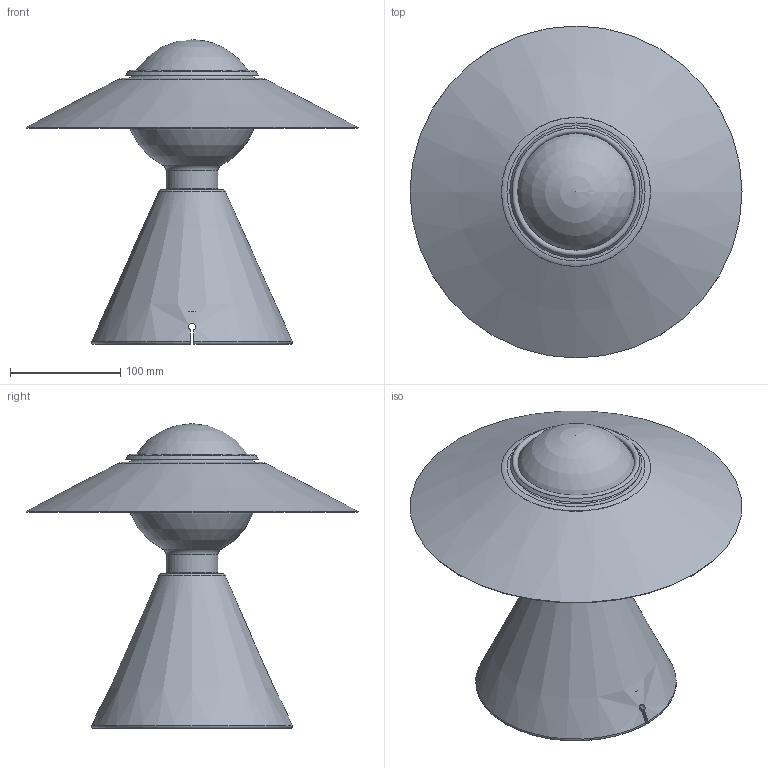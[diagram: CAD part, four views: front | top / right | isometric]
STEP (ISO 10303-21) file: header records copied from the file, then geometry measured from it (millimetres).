
FILE_DESCRIPTION(/* description */ ('Unknown'),/* implementation_level */ '2;1');
FILE_NAME(/* name */ '8966',/* time_stamp */ '2019-07-24T15:57:53+02:00',/* author */ ('Unknown'),/* organization */ ('Unknown'),/* preprocessor_version */ 'ST-DEVELOPER v16.7',/* originating_system */ 'DEX',/* authorisation */ $);
FILE_SCHEMA (('AP203_CONFIGURATION_CONTROLLED_3D_DESIGN_OF_MECHANICAL_PARTS_AND_ASSEMBLIES_MIM_LF { 1 0 10303 203 3 1 4 }','AUTOMOTIVE_DESIGN { 1 0 10303 214 3 1 1 }','AUTOMOTIVE_DESIGN {1 0 10303 214 3 1 1}'));
Length unit declared in the file: millimetre
Products named in the file (4): FANTE; 061000317352; philips_20Wpar; 152000332994
Assembly tree (3 placements, depth 2):
  FANTE
    061000317352
    philips_20Wpar
    152000332994
Bounding box: 300.92 x 300.92 x 276.09 mm (x, y, z)
Volume: 589974.7 mm3; surface area: 389258.7 mm2
Topology: 3 solids, 4 shells, 120 faces, 292 edges, 183 vertices
Faces by surface type: plane 54, cylinder 33, cone 16, torus 15, sphere 2
Full cylindrical faces by diameter (mm): 25.551 x1, 28.551 x1, 35 x1, 44 x1, 47 x1, 53 x1, 60 x1, 120 x1, 142 x1, 154 x1
Entity records: 3400 total; most frequent: CARTESIAN_POINT 736, DIRECTION 533, ORIENTED_EDGE 480, EDGE_CURVE 240, AXIS2_PLACEMENT_3D 212, VERTEX_POINT 171, EDGE_LOOP 167, FACE_BOUND 167
